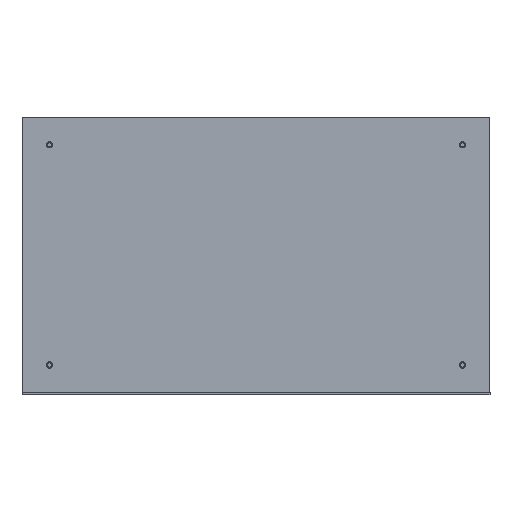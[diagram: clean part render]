
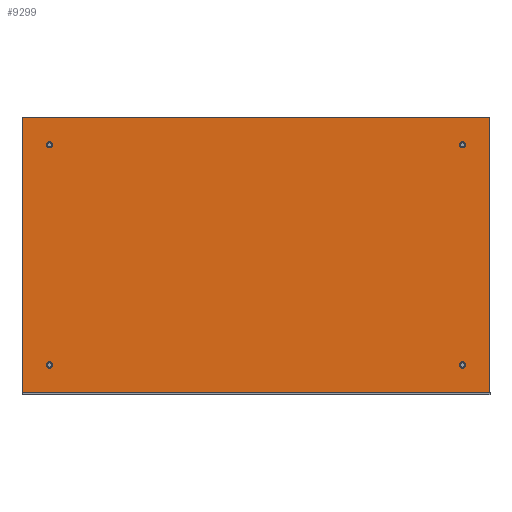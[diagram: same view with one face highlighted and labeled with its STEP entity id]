
A CAD part, front view. The second image highlights one B-rep face of the part: STEP entity #9299.
In plain terms, the highlighted planar face has unit normal (0, -1, 0).
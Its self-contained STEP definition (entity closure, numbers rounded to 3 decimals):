
#226 = DIRECTION ( 'NONE',  ( 0., 0., -1. ) ) ;
#385 = FACE_BOUND ( 'NONE', #3696, .T. ) ;
#656 = DIRECTION ( 'NONE',  ( 0., 0., -1. ) ) ;
#708 = AXIS2_PLACEMENT_3D ( 'NONE', #9276, #3482, #1173 ) ;
#733 = VERTEX_POINT ( 'NONE', #12460 ) ;
#851 = DIRECTION ( 'NONE',  ( 0., 1., 0. ) ) ;
#886 = ORIENTED_EDGE ( 'NONE', *, *, #4958, .T. ) ;
#1130 = CARTESIAN_POINT ( 'NONE',  ( 190.5, 0., -101.6 ) ) ;
#1173 = DIRECTION ( 'NONE',  ( 0., 0., -1. ) ) ;
#1466 = DIRECTION ( 'NONE',  ( 0., -1., 0. ) ) ;
#1546 = AXIS2_PLACEMENT_3D ( 'NONE', #14251, #1466, #226 ) ;
#1607 = AXIS2_PLACEMENT_3D ( 'NONE', #3089, #851, #10032 ) ;
#1624 = FACE_BOUND ( 'NONE', #7496, .T. ) ;
#1686 = CIRCLE ( 'NONE', #15002, 2.921 ) ;
#1705 = ORIENTED_EDGE ( 'NONE', *, *, #11915, .T. ) ;
#1763 = CIRCLE ( 'NONE', #3995, 2.921 ) ;
#1931 = VERTEX_POINT ( 'NONE', #4038 ) ;
#1956 = CARTESIAN_POINT ( 'NONE',  ( -215.9, 0., -127. ) ) ;
#2345 = CARTESIAN_POINT ( 'NONE',  ( 190.5, 0., 104.521 ) ) ;
#2354 = LINE ( 'NONE', #12918, #15044 ) ;
#2577 = EDGE_LOOP ( 'NONE', ( #4194, #1705 ) ) ;
#2617 = VERTEX_POINT ( 'NONE', #10167 ) ;
#3067 = EDGE_LOOP ( 'NONE', ( #13703, #9727 ) ) ;
#3089 = CARTESIAN_POINT ( 'NONE',  ( 190.5, 0., 101.6 ) ) ;
#3161 = CARTESIAN_POINT ( 'NONE',  ( 215.9, 0., -127. ) ) ;
#3180 = CARTESIAN_POINT ( 'NONE',  ( 215.9, 0., 127. ) ) ;
#3439 = DIRECTION ( 'NONE',  ( 0., 0., 1. ) ) ;
#3478 = AXIS2_PLACEMENT_3D ( 'NONE', #4684, #9616, #6236 ) ;
#3482 = DIRECTION ( 'NONE',  ( 0., 1., 0. ) ) ;
#3625 = ORIENTED_EDGE ( 'NONE', *, *, #9589, .T. ) ;
#3696 = EDGE_LOOP ( 'NONE', ( #3625, #6734 ) ) ;
#3945 = PLANE ( 'NONE',  #1546 ) ;
#3995 = AXIS2_PLACEMENT_3D ( 'NONE', #10263, #9118, #4483 ) ;
#4038 = CARTESIAN_POINT ( 'NONE',  ( -215.9, 0., 127. ) ) ;
#4066 = VERTEX_POINT ( 'NONE', #9402 ) ;
#4194 = ORIENTED_EDGE ( 'NONE', *, *, #4619, .T. ) ;
#4316 = CIRCLE ( 'NONE', #1607, 2.921 ) ;
#4336 = DIRECTION ( 'NONE',  ( 0., 1., 0. ) ) ;
#4483 = DIRECTION ( 'NONE',  ( 0., 0., 1. ) ) ;
#4619 = EDGE_CURVE ( 'NONE', #4066, #7346, #8016, .T. ) ;
#4684 = CARTESIAN_POINT ( 'NONE',  ( 190.5, 0., 101.6 ) ) ;
#4748 = DIRECTION ( 'NONE',  ( 0., 0., 1. ) ) ;
#4958 = EDGE_CURVE ( 'NONE', #14446, #8315, #4316, .T. ) ;
#5004 = VERTEX_POINT ( 'NONE', #3161 ) ;
#5012 = CARTESIAN_POINT ( 'NONE',  ( 190.5, 0., 98.679 ) ) ;
#5886 = VECTOR ( 'NONE', #6735, 1000. ) ;
#6032 = EDGE_CURVE ( 'NONE', #7937, #12253, #1686, .T. ) ;
#6181 = CARTESIAN_POINT ( 'NONE',  ( 190.5, 0., -98.679 ) ) ;
#6183 = VECTOR ( 'NONE', #7682, 1000. ) ;
#6236 = DIRECTION ( 'NONE',  ( 0., 0., -1. ) ) ;
#6677 = CARTESIAN_POINT ( 'NONE',  ( -190.5, 0., 101.6 ) ) ;
#6734 = ORIENTED_EDGE ( 'NONE', *, *, #9591, .T. ) ;
#6735 = DIRECTION ( 'NONE',  ( 0., 0., -1. ) ) ;
#6783 = AXIS2_PLACEMENT_3D ( 'NONE', #6677, #11231, #656 ) ;
#6798 = DIRECTION ( 'NONE',  ( 0., 0., 1. ) ) ;
#6969 = EDGE_CURVE ( 'NONE', #733, #1931, #2354, .T. ) ;
#7346 = VERTEX_POINT ( 'NONE', #8751 ) ;
#7370 = CIRCLE ( 'NONE', #708, 2.921 ) ;
#7492 = EDGE_LOOP ( 'NONE', ( #9921, #10654, #10801, #13614 ) ) ;
#7496 = EDGE_LOOP ( 'NONE', ( #12159, #886 ) ) ;
#7674 = CIRCLE ( 'NONE', #3478, 2.921 ) ;
#7682 = DIRECTION ( 'NONE',  ( -1., 0., 0. ) ) ;
#7937 = VERTEX_POINT ( 'NONE', #10687 ) ;
#8016 = CIRCLE ( 'NONE', #6783, 2.921 ) ;
#8242 = EDGE_CURVE ( 'NONE', #5004, #733, #12527, .T. ) ;
#8315 = VERTEX_POINT ( 'NONE', #2345 ) ;
#8387 = DIRECTION ( 'NONE',  ( 0., 1., 0. ) ) ;
#8538 = CARTESIAN_POINT ( 'NONE',  ( 215.9, 0., 127. ) ) ;
#8693 = EDGE_CURVE ( 'NONE', #1931, #12738, #11988, .T. ) ;
#8751 = CARTESIAN_POINT ( 'NONE',  ( -190.5, 0., 98.679 ) ) ;
#9118 = DIRECTION ( 'NONE',  ( 0., 1., 0. ) ) ;
#9276 = CARTESIAN_POINT ( 'NONE',  ( -190.5, 0., 101.6 ) ) ;
#9299 = ADVANCED_FACE ( 'NONE', ( #1624, #9805, #10878, #385, #10799 ), #3945, .T. ) ;
#9402 = CARTESIAN_POINT ( 'NONE',  ( -190.5, 0., 104.521 ) ) ;
#9589 = EDGE_CURVE ( 'NONE', #10651, #2617, #13818, .T. ) ;
#9591 = EDGE_CURVE ( 'NONE', #2617, #10651, #9900, .T. ) ;
#9616 = DIRECTION ( 'NONE',  ( 0., 1., 0. ) ) ;
#9727 = ORIENTED_EDGE ( 'NONE', *, *, #6032, .T. ) ;
#9805 = FACE_BOUND ( 'NONE', #2577, .T. ) ;
#9900 = CIRCLE ( 'NONE', #11380, 2.921 ) ;
#9921 = ORIENTED_EDGE ( 'NONE', *, *, #11736, .F. ) ;
#10032 = DIRECTION ( 'NONE',  ( 0., 0., -1. ) ) ;
#10167 = CARTESIAN_POINT ( 'NONE',  ( 190.5, 0., -104.521 ) ) ;
#10263 = CARTESIAN_POINT ( 'NONE',  ( -190.5, 0., -101.6 ) ) ;
#10651 = VERTEX_POINT ( 'NONE', #6181 ) ;
#10654 = ORIENTED_EDGE ( 'NONE', *, *, #8693, .F. ) ;
#10687 = CARTESIAN_POINT ( 'NONE',  ( -190.5, 0., -104.521 ) ) ;
#10799 = FACE_OUTER_BOUND ( 'NONE', #7492, .T. ) ;
#10801 = ORIENTED_EDGE ( 'NONE', *, *, #6969, .F. ) ;
#10878 = FACE_BOUND ( 'NONE', #3067, .T. ) ;
#11231 = DIRECTION ( 'NONE',  ( 0., 1., 0. ) ) ;
#11380 = AXIS2_PLACEMENT_3D ( 'NONE', #1130, #15221, #3439 ) ;
#11434 = LINE ( 'NONE', #3180, #5886 ) ;
#11626 = VECTOR ( 'NONE', #14589, 1000. ) ;
#11736 = EDGE_CURVE ( 'NONE', #12738, #5004, #11434, .T. ) ;
#11766 = DIRECTION ( 'NONE',  ( 0., 0., 1. ) ) ;
#11915 = EDGE_CURVE ( 'NONE', #7346, #4066, #7370, .T. ) ;
#11988 = LINE ( 'NONE', #13218, #11626 ) ;
#12159 = ORIENTED_EDGE ( 'NONE', *, *, #13636, .T. ) ;
#12253 = VERTEX_POINT ( 'NONE', #12643 ) ;
#12460 = CARTESIAN_POINT ( 'NONE',  ( -215.9, 0., -127. ) ) ;
#12527 = LINE ( 'NONE', #1956, #6183 ) ;
#12643 = CARTESIAN_POINT ( 'NONE',  ( -190.5, 0., -98.679 ) ) ;
#12738 = VERTEX_POINT ( 'NONE', #8538 ) ;
#12918 = CARTESIAN_POINT ( 'NONE',  ( -215.9, 0., 127. ) ) ;
#13218 = CARTESIAN_POINT ( 'NONE',  ( -215.9, 0., 127. ) ) ;
#13614 = ORIENTED_EDGE ( 'NONE', *, *, #8242, .F. ) ;
#13636 = EDGE_CURVE ( 'NONE', #8315, #14446, #7674, .T. ) ;
#13703 = ORIENTED_EDGE ( 'NONE', *, *, #14291, .T. ) ;
#13818 = CIRCLE ( 'NONE', #14065, 2.921 ) ;
#13872 = CARTESIAN_POINT ( 'NONE',  ( -190.5, 0., -101.6 ) ) ;
#14065 = AXIS2_PLACEMENT_3D ( 'NONE', #14214, #8387, #4748 ) ;
#14214 = CARTESIAN_POINT ( 'NONE',  ( 190.5, 0., -101.6 ) ) ;
#14251 = CARTESIAN_POINT ( 'NONE',  ( 0., 0., 0. ) ) ;
#14291 = EDGE_CURVE ( 'NONE', #12253, #7937, #1763, .T. ) ;
#14446 = VERTEX_POINT ( 'NONE', #5012 ) ;
#14589 = DIRECTION ( 'NONE',  ( 1., 0., 0. ) ) ;
#15002 = AXIS2_PLACEMENT_3D ( 'NONE', #13872, #4336, #6798 ) ;
#15044 = VECTOR ( 'NONE', #11766, 1000. ) ;
#15221 = DIRECTION ( 'NONE',  ( 0., 1., 0. ) ) ;
